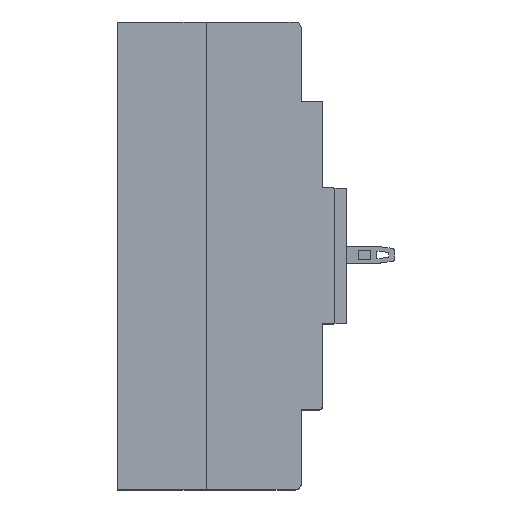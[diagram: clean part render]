
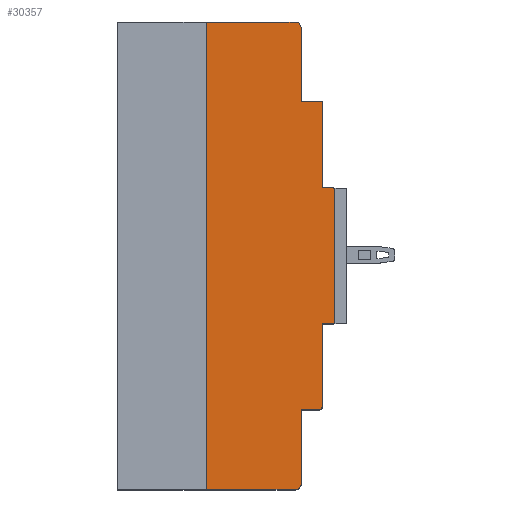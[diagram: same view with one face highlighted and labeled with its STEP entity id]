
A CAD part, top view. The second image highlights one B-rep face of the part: STEP entity #30357.
In plain terms, the highlighted planar face has unit normal (0, 0, 1).
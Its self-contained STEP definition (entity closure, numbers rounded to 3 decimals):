
#24124=CARTESIAN_POINT('',(58.95,152.94,120.));
#24125=DIRECTION('',(0.,0.,-1.));
#24126=DIRECTION('',(0.,1.,0.));
#24127=AXIS2_PLACEMENT_3D('',#24124,#24125,#24126);
#24129=DIRECTION('',(1.,0.,0.));
#24130=VECTOR('',#24129,7.);
#24131=CARTESIAN_POINT('',(61.,128.49,120.));
#24132=LINE('',#24131,#24130);
#24133=CARTESIAN_POINT('',(71.502,99.998,120.));
#24134=CARTESIAN_POINT('',(71.563,99.998,120.));
#24135=CARTESIAN_POINT('',(71.686,99.964,120.));
#24136=CARTESIAN_POINT('',(71.859,99.86,120.));
#24137=CARTESIAN_POINT('',(71.974,99.682,120.));
#24138=CARTESIAN_POINT('',(72.,99.562,120.));
#24139=CARTESIAN_POINT('',(72.,99.496,120.));
#24141=DIRECTION('',(0.,-1.,0.));
#24142=VECTOR('',#24141,44.);
#24143=CARTESIAN_POINT('',(72.,99.496,120.));
#24144=LINE('',#24143,#24142);
#24145=CARTESIAN_POINT('',(72.,55.496,120.));
#24146=CARTESIAN_POINT('',(72.,55.422,120.));
#24147=CARTESIAN_POINT('',(71.971,55.286,120.));
#24148=CARTESIAN_POINT('',(71.864,55.131,120.));
#24149=CARTESIAN_POINT('',(71.705,55.017,120.));
#24150=CARTESIAN_POINT('',(71.575,54.998,120.));
#24151=CARTESIAN_POINT('',(71.497,54.998,120.));
#24153=DIRECTION('',(-1.,0.,0.));
#24154=VECTOR('',#24153,3.497);
#24155=CARTESIAN_POINT('',(71.497,54.998,120.));
#24156=LINE('',#24155,#24154);
#24157=DIRECTION('',(0.,-1.,0.));
#24158=VECTOR('',#24157,27.502);
#24159=CARTESIAN_POINT('',(68.,54.997,120.));
#24160=LINE('',#24159,#24158);
#24161=CARTESIAN_POINT('',(68.,27.496,120.));
#24162=CARTESIAN_POINT('',(68.,27.353,120.));
#24163=CARTESIAN_POINT('',(67.944,27.09,120.));
#24164=CARTESIAN_POINT('',(67.726,26.768,120.));
#24165=CARTESIAN_POINT('',(67.401,26.543,120.));
#24166=CARTESIAN_POINT('',(67.144,26.498,120.));
#24167=CARTESIAN_POINT('',(66.997,26.498,120.));
#24169=DIRECTION('',(-1.,0.,0.));
#24170=VECTOR('',#24169,5.997);
#24171=CARTESIAN_POINT('',(66.997,26.498,120.));
#24172=LINE('',#24171,#24170);
#24173=DIRECTION('',(0.,-1.,0.));
#24174=VECTOR('',#24173,24.507);
#24175=CARTESIAN_POINT('',(61.,26.497,120.));
#24176=LINE('',#24175,#24174);
#24177=CARTESIAN_POINT('',(59.,1.99,120.));
#24178=DIRECTION('',(0.,0.,-1.));
#24179=DIRECTION('',(1.,0.,0.));
#24180=AXIS2_PLACEMENT_3D('',#24177,#24178,#24179);
#24182=DIRECTION('',(-1.,0.,0.));
#24183=VECTOR('',#24182,29.5);
#24184=CARTESIAN_POINT('',(59.,-0.01,120.));
#24185=LINE('',#24184,#24183);
#24202=DIRECTION('',(0.,1.,0.));
#24203=VECTOR('',#24202,24.45);
#24204=CARTESIAN_POINT('',(61.,128.49,120.));
#24205=LINE('',#24204,#24203);
#24271=DIRECTION('',(0.,1.,0.));
#24272=VECTOR('',#24271,28.493);
#24273=CARTESIAN_POINT('',(68.,99.997,120.));
#24274=LINE('',#24273,#24272);
#24479=DIRECTION('',(-1.,0.,0.));
#24480=VECTOR('',#24479,3.502);
#24481=CARTESIAN_POINT('',(71.502,99.998,120.));
#24482=LINE('',#24481,#24480);
#24796=DIRECTION('',(0.,-1.,0.));
#24797=VECTOR('',#24796,155.);
#24798=CARTESIAN_POINT('',(29.5,154.99,120.));
#24799=LINE('',#24798,#24797);
#26297=DIRECTION('',(-1.,0.,0.));
#26298=VECTOR('',#26297,29.45);
#26299=CARTESIAN_POINT('',(58.95,154.99,120.));
#26300=LINE('',#26299,#26298);
#28764=CARTESIAN_POINT('',(29.5,154.99,120.));
#28765=VERTEX_POINT('',#28764);
#28766=CARTESIAN_POINT('',(29.5,-0.01,120.));
#28767=VERTEX_POINT('',#28766);
#28904=CARTESIAN_POINT('',(61.,1.99,120.));
#28905=VERTEX_POINT('',#28904);
#28906=CARTESIAN_POINT('',(61.,26.497,120.));
#28907=VERTEX_POINT('',#28906);
#29008=CARTESIAN_POINT('',(59.,-0.01,120.));
#29009=VERTEX_POINT('',#29008);
#29010=CARTESIAN_POINT('',(58.95,154.99,120.));
#29011=CARTESIAN_POINT('',(61.,152.94,120.));
#29012=VERTEX_POINT('',#29010);
#29013=VERTEX_POINT('',#29011);
#29014=CARTESIAN_POINT('',(61.,128.49,120.));
#29015=VERTEX_POINT('',#29014);
#29016=CARTESIAN_POINT('',(68.,128.49,120.));
#29017=VERTEX_POINT('',#29016);
#29018=CARTESIAN_POINT('',(68.,99.997,120.));
#29019=VERTEX_POINT('',#29018);
#29020=CARTESIAN_POINT('',(71.502,99.998,120.));
#29021=VERTEX_POINT('',#29020);
#29022=VERTEX_POINT('',#24139);
#29023=CARTESIAN_POINT('',(72.,55.496,120.));
#29024=VERTEX_POINT('',#29023);
#29025=VERTEX_POINT('',#24151);
#29026=CARTESIAN_POINT('',(68.,54.997,120.));
#29027=VERTEX_POINT('',#29026);
#29028=CARTESIAN_POINT('',(68.,27.496,120.));
#29029=VERTEX_POINT('',#29028);
#29030=VERTEX_POINT('',#24167);
#30318=CARTESIAN_POINT('',(72.,99.99,120.));
#30319=DIRECTION('',(0.,0.,1.));
#30320=DIRECTION('',(0.,-1.,0.));
#30321=AXIS2_PLACEMENT_3D('',#30318,#30319,#30320);
#30322=PLANE('',#30321);
#30324=ORIENTED_EDGE('',*,*,#30323,.T.);
#30326=ORIENTED_EDGE('',*,*,#30325,.F.);
#30328=ORIENTED_EDGE('',*,*,#30327,.T.);
#30330=ORIENTED_EDGE('',*,*,#30329,.F.);
#30332=ORIENTED_EDGE('',*,*,#30331,.F.);
#30334=ORIENTED_EDGE('',*,*,#30333,.T.);
#30336=ORIENTED_EDGE('',*,*,#30335,.T.);
#30338=ORIENTED_EDGE('',*,*,#30337,.T.);
#30340=ORIENTED_EDGE('',*,*,#30339,.T.);
#30342=ORIENTED_EDGE('',*,*,#30341,.T.);
#30343=ORIENTED_EDGE('',*,*,#30302,.T.);
#30344=ORIENTED_EDGE('',*,*,#30284,.T.);
#30346=ORIENTED_EDGE('',*,*,#30345,.T.);
#30348=ORIENTED_EDGE('',*,*,#30347,.T.);
#30350=ORIENTED_EDGE('',*,*,#30349,.T.);
#30352=ORIENTED_EDGE('',*,*,#30351,.F.);
#30354=ORIENTED_EDGE('',*,*,#30353,.F.);
#30355=EDGE_LOOP('',(#30324,#30326,#30328,#30330,#30332,#30334,#30336,#30338,
#30340,#30342,#30343,#30344,#30346,#30348,#30350,#30352,#30354));
#30356=FACE_OUTER_BOUND('',#30355,.F.);
#24128=CIRCLE('',#24127,2.05);
#24140=B_SPLINE_CURVE_WITH_KNOTS('',3,(#24133,#24134,#24135,#24136,#24137,
#24138,#24139),.UNSPECIFIED.,.F.,.F.,(4,1,1,1,4),(0.,0.25,0.5,0.75,
1.),.UNSPECIFIED.);
#24152=B_SPLINE_CURVE_WITH_KNOTS('',3,(#24145,#24146,#24147,#24148,#24149,
#24150,#24151),.UNSPECIFIED.,.F.,.F.,(4,1,1,1,4),(0.,0.25,0.5,0.75,
1.),.UNSPECIFIED.);
#24168=B_SPLINE_CURVE_WITH_KNOTS('',3,(#24161,#24162,#24163,#24164,#24165,
#24166,#24167),.UNSPECIFIED.,.F.,.F.,(4,1,1,1,4),(0.,0.25,0.5,0.75,
1.),.UNSPECIFIED.);
#24181=CIRCLE('',#24180,2.);
#30284=EDGE_CURVE('',#29030,#28907,#24172,.T.);
#30302=EDGE_CURVE('',#29029,#29030,#24168,.T.);
#30323=EDGE_CURVE('',#29012,#29013,#24128,.T.);
#30325=EDGE_CURVE('',#29015,#29013,#24205,.T.);
#30327=EDGE_CURVE('',#29015,#29017,#24132,.T.);
#30329=EDGE_CURVE('',#29019,#29017,#24274,.T.);
#30331=EDGE_CURVE('',#29021,#29019,#24482,.T.);
#30333=EDGE_CURVE('',#29021,#29022,#24140,.T.);
#30335=EDGE_CURVE('',#29022,#29024,#24144,.T.);
#30337=EDGE_CURVE('',#29024,#29025,#24152,.T.);
#30339=EDGE_CURVE('',#29025,#29027,#24156,.T.);
#30341=EDGE_CURVE('',#29027,#29029,#24160,.T.);
#30345=EDGE_CURVE('',#28907,#28905,#24176,.T.);
#30347=EDGE_CURVE('',#28905,#29009,#24181,.T.);
#30349=EDGE_CURVE('',#29009,#28767,#24185,.T.);
#30351=EDGE_CURVE('',#28765,#28767,#24799,.T.);
#30353=EDGE_CURVE('',#29012,#28765,#26300,.T.);
#30357=ADVANCED_FACE('',(#30356),#30322,.T.);
